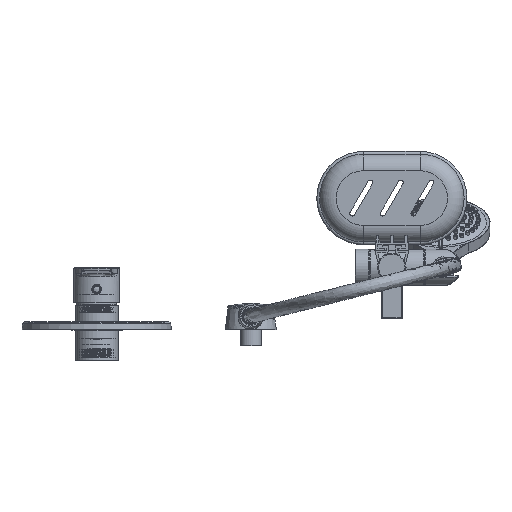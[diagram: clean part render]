
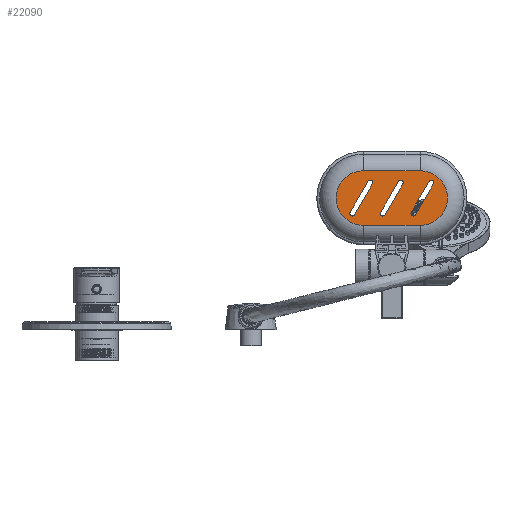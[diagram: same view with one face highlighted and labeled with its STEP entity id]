
A CAD part, front view. The second image highlights one B-rep face of the part: STEP entity #22090.
In plain terms, the highlighted planar face has unit normal (0, -1, 0).
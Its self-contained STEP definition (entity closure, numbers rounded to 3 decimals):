
#323 = CARTESIAN_POINT ( 'NONE',  ( 249.085, 65.231, 165.332 ) ) ;
#618 = EDGE_LOOP ( 'NONE', ( #27489, #29622, #12982, #4110 ) ) ;
#765 = ORIENTED_EDGE ( 'NONE', *, *, #5583, .T. ) ;
#788 = DIRECTION ( 'NONE',  ( 0., -1., 0. ) ) ;
#953 = FACE_OUTER_BOUND ( 'NONE', #21786, .T. ) ;
#954 = DIRECTION ( 'NONE',  ( 1., 0., 0. ) ) ;
#968 = CARTESIAN_POINT ( 'NONE',  ( 326.585, 65.231, 195.643 ) ) ;
#1102 = DIRECTION ( 'NONE',  ( 0., 1., 0. ) ) ;
#1107 = CARTESIAN_POINT ( 'NONE',  ( 258.36, 65.231, 181.397 ) ) ;
#1598 = CARTESIAN_POINT ( 'NONE',  ( 313.415, 65.231, 162.832 ) ) ;
#2197 = DIRECTION ( 'NONE',  ( -1., 0., 0. ) ) ;
#2297 = DIRECTION ( 'NONE',  ( 0., 1., 0. ) ) ;
#2427 = LINE ( 'NONE', #5561, #5726 ) ;
#2720 = CARTESIAN_POINT ( 'NONE',  ( 268.75, 65.231, 194.393 ) ) ;
#2844 = LINE ( 'NONE', #19237, #3914 ) ;
#3027 = CARTESIAN_POINT ( 'NONE',  ( 296.585, 65.231, 195.643 ) ) ;
#3232 = CARTESIAN_POINT ( 'NONE',  ( 303.36, 65.231, 155.416 ) ) ;
#3433 = DIRECTION ( 'NONE',  ( -1., 0., 0. ) ) ;
#3631 = LINE ( 'NONE', #15316, #14220 ) ;
#3914 = VECTOR ( 'NONE', #954, 1000. ) ;
#4110 = ORIENTED_EDGE ( 'NONE', *, *, #8433, .T. ) ;
#4208 = LINE ( 'NONE', #26789, #6047 ) ;
#4228 = CARTESIAN_POINT ( 'NONE',  ( 283.415, 65.231, 162.832 ) ) ;
#4437 = CARTESIAN_POINT ( 'NONE',  ( 298.75, 65.231, 194.393 ) ) ;
#4572 = AXIS2_PLACEMENT_3D ( 'NONE', #20369, #15574, #22708 ) ;
#4833 = CARTESIAN_POINT ( 'NONE',  ( 253.415, 65.231, 162.832 ) ) ;
#5156 = VERTEX_POINT ( 'NONE', #28786 ) ;
#5561 = CARTESIAN_POINT ( 'NONE',  ( 285.19, 65.231, 165.907 ) ) ;
#5583 = EDGE_CURVE ( 'NONE', #6679, #18214, #11904, .T. ) ;
#5726 = VECTOR ( 'NONE', #15045, 1000. ) ;
#6047 = VECTOR ( 'NONE', #10935, 1000. ) ;
#6066 = CARTESIAN_POINT ( 'NONE',  ( 262.1, 65.231, 152.388 ) ) ;
#6183 = CARTESIAN_POINT ( 'NONE',  ( 262.1, 65.231, 179.238 ) ) ;
#6283 = CARTESIAN_POINT ( 'NONE',  ( 251.25, 65.231, 164.082 ) ) ;
#6384 = VERTEX_POINT ( 'NONE', #323 ) ;
#6488 = EDGE_CURVE ( 'NONE', #26442, #15477, #3631, .T. ) ;
#6609 = ORIENTED_EDGE ( 'NONE', *, *, #6710, .T. ) ;
#6679 = VERTEX_POINT ( 'NONE', #28585 ) ;
#6710 = EDGE_CURVE ( 'NONE', #20639, #9534, #9843, .T. ) ;
#7040 = ORIENTED_EDGE ( 'NONE', *, *, #22856, .T. ) ;
#7147 = AXIS2_PLACEMENT_3D ( 'NONE', #27490, #29454, #27092 ) ;
#7668 = VECTOR ( 'NONE', #7848, 1000. ) ;
#7848 = DIRECTION ( 'NONE',  ( 0.5, 0., 0.866 ) ) ;
#8087 = DIRECTION ( 'NONE',  ( 0., 1., 0. ) ) ;
#8293 = CARTESIAN_POINT ( 'NONE',  ( 328.75, 65.231, 194.393 ) ) ;
#8356 = VERTEX_POINT ( 'NONE', #1598 ) ;
#8433 = EDGE_CURVE ( 'NONE', #10958, #26442, #22257, .T. ) ;
#8473 = EDGE_LOOP ( 'NONE', ( #27702, #21038, #765, #27572 ) ) ;
#9534 = VERTEX_POINT ( 'NONE', #968 ) ;
#9843 = LINE ( 'NONE', #3232, #7668 ) ;
#10514 = DIRECTION ( 'NONE',  ( -1., 0., 0. ) ) ;
#10543 = DIRECTION ( 'NONE',  ( -1., 0., 0. ) ) ;
#10606 = CARTESIAN_POINT ( 'NONE',  ( 317.9, 65.231, 179.238 ) ) ;
#10902 = CIRCLE ( 'NONE', #24654, 26.85 ) ;
#10935 = DIRECTION ( 'NONE',  ( -0.5, 0., -0.866 ) ) ;
#10958 = VERTEX_POINT ( 'NONE', #4228 ) ;
#11161 = AXIS2_PLACEMENT_3D ( 'NONE', #6183, #11174, #22497 ) ;
#11174 = DIRECTION ( 'NONE',  ( 0., 1., 0. ) ) ;
#11555 = FACE_BOUND ( 'NONE', #618, .T. ) ;
#11584 = EDGE_CURVE ( 'NONE', #15477, #14659, #19438, .T. ) ;
#11904 = LINE ( 'NONE', #12071, #16337 ) ;
#12071 = CARTESIAN_POINT ( 'NONE',  ( 262.69, 65.231, 178.897 ) ) ;
#12420 = CIRCLE ( 'NONE', #7147, 2.5 ) ;
#12599 = CARTESIAN_POINT ( 'NONE',  ( 262.1, 65.231, 179.238 ) ) ;
#12626 = FACE_BOUND ( 'NONE', #27736, .T. ) ;
#12862 = EDGE_CURVE ( 'NONE', #6384, #20139, #29863, .T. ) ;
#12955 = DIRECTION ( 'NONE',  ( 0.5, 0., 0.866 ) ) ;
#12982 = ORIENTED_EDGE ( 'NONE', *, *, #21159, .T. ) ;
#13482 = VECTOR ( 'NONE', #17418, 1000. ) ;
#13575 = ORIENTED_EDGE ( 'NONE', *, *, #20207, .T. ) ;
#14220 = VECTOR ( 'NONE', #12955, 1000. ) ;
#14323 = DIRECTION ( 'NONE',  ( -0.5, 0., -0.866 ) ) ;
#14408 = AXIS2_PLACEMENT_3D ( 'NONE', #4437, #2297, #23275 ) ;
#14484 = FACE_BOUND ( 'NONE', #8473, .T. ) ;
#14659 = VERTEX_POINT ( 'NONE', #18764 ) ;
#14790 = CIRCLE ( 'NONE', #26590, 2.5 ) ;
#14961 = CARTESIAN_POINT ( 'NONE',  ( 266.585, 65.231, 195.643 ) ) ;
#15045 = DIRECTION ( 'NONE',  ( -0.5, 0., -0.866 ) ) ;
#15316 = CARTESIAN_POINT ( 'NONE',  ( 280.86, 65.231, 168.407 ) ) ;
#15474 = EDGE_CURVE ( 'NONE', #29248, #15537, #21399, .T. ) ;
#15477 = VERTEX_POINT ( 'NONE', #3027 ) ;
#15537 = VERTEX_POINT ( 'NONE', #6066 ) ;
#15574 = DIRECTION ( 'NONE',  ( 0., 1., 0. ) ) ;
#16337 = VECTOR ( 'NONE', #14323, 1000. ) ;
#16513 = EDGE_CURVE ( 'NONE', #28922, #29248, #28233, .T. ) ;
#17036 = EDGE_CURVE ( 'NONE', #18214, #6384, #14790, .T. ) ;
#17117 = DIRECTION ( 'NONE',  ( -1., 0., 0. ) ) ;
#17418 = DIRECTION ( 'NONE',  ( 0.5, 0., 0.866 ) ) ;
#18044 = VERTEX_POINT ( 'NONE', #25104 ) ;
#18162 = AXIS2_PLACEMENT_3D ( 'NONE', #8293, #8087, #10514 ) ;
#18214 = VERTEX_POINT ( 'NONE', #4833 ) ;
#18268 = ORIENTED_EDGE ( 'NONE', *, *, #20827, .T. ) ;
#18764 = CARTESIAN_POINT ( 'NONE',  ( 300.915, 65.231, 193.143 ) ) ;
#19237 = CARTESIAN_POINT ( 'NONE',  ( 317.9, 65.231, 152.388 ) ) ;
#19438 = CIRCLE ( 'NONE', #14408, 2.5 ) ;
#19651 = CARTESIAN_POINT ( 'NONE',  ( 262.1, 65.231, 206.088 ) ) ;
#20139 = VERTEX_POINT ( 'NONE', #14961 ) ;
#20207 = EDGE_CURVE ( 'NONE', #15537, #5156, #2844, .T. ) ;
#20369 = CARTESIAN_POINT ( 'NONE',  ( 281.25, 65.231, 164.082 ) ) ;
#20406 = CARTESIAN_POINT ( 'NONE',  ( 317.9, 65.231, 206.088 ) ) ;
#20639 = VERTEX_POINT ( 'NONE', #21535 ) ;
#20700 = ORIENTED_EDGE ( 'NONE', *, *, #24183, .T. ) ;
#20827 = EDGE_CURVE ( 'NONE', #9534, #18044, #27232, .T. ) ;
#21038 = ORIENTED_EDGE ( 'NONE', *, *, #25319, .T. ) ;
#21159 = EDGE_CURVE ( 'NONE', #14659, #10958, #2427, .T. ) ;
#21399 = CIRCLE ( 'NONE', #24794, 26.85 ) ;
#21535 = CARTESIAN_POINT ( 'NONE',  ( 309.085, 65.231, 165.332 ) ) ;
#21786 = EDGE_LOOP ( 'NONE', ( #27105, #24809, #13575, #7040 ) ) ;
#22090 = ADVANCED_FACE ( 'NONE', ( #14484, #12626, #11555, #953 ), #22601, .F. ) ;
#22257 = CIRCLE ( 'NONE', #4572, 2.5 ) ;
#22486 = EDGE_CURVE ( 'NONE', #18044, #8356, #4208, .T. ) ;
#22497 = DIRECTION ( 'NONE',  ( -1., 0., 0. ) ) ;
#22601 = PLANE ( 'NONE',  #11161 ) ;
#22708 = DIRECTION ( 'NONE',  ( -1., 0., 0. ) ) ;
#22856 = EDGE_CURVE ( 'NONE', #5156, #28922, #10902, .T. ) ;
#23012 = CIRCLE ( 'NONE', #29782, 2.5 ) ;
#23159 = ORIENTED_EDGE ( 'NONE', *, *, #22486, .T. ) ;
#23275 = DIRECTION ( 'NONE',  ( -1., 0., 0. ) ) ;
#24183 = EDGE_CURVE ( 'NONE', #8356, #20639, #12420, .T. ) ;
#24624 = DIRECTION ( 'NONE',  ( 0., -1., 0. ) ) ;
#24654 = AXIS2_PLACEMENT_3D ( 'NONE', #10606, #24624, #24729 ) ;
#24729 = DIRECTION ( 'NONE',  ( -1., 0., 0. ) ) ;
#24794 = AXIS2_PLACEMENT_3D ( 'NONE', #12599, #788, #17117 ) ;
#24809 = ORIENTED_EDGE ( 'NONE', *, *, #15474, .T. ) ;
#25104 = CARTESIAN_POINT ( 'NONE',  ( 330.915, 65.231, 193.143 ) ) ;
#25319 = EDGE_CURVE ( 'NONE', #20139, #6679, #23012, .T. ) ;
#25340 = VECTOR ( 'NONE', #10543, 1000. ) ;
#25836 = CARTESIAN_POINT ( 'NONE',  ( 262.1, 65.231, 206.088 ) ) ;
#26442 = VERTEX_POINT ( 'NONE', #30161 ) ;
#26590 = AXIS2_PLACEMENT_3D ( 'NONE', #6283, #29587, #2197 ) ;
#26789 = CARTESIAN_POINT ( 'NONE',  ( 307.69, 65.231, 152.916 ) ) ;
#27092 = DIRECTION ( 'NONE',  ( -1., 0., 0. ) ) ;
#27105 = ORIENTED_EDGE ( 'NONE', *, *, #16513, .T. ) ;
#27232 = CIRCLE ( 'NONE', #18162, 2.5 ) ;
#27489 = ORIENTED_EDGE ( 'NONE', *, *, #6488, .T. ) ;
#27490 = CARTESIAN_POINT ( 'NONE',  ( 311.25, 65.231, 164.082 ) ) ;
#27572 = ORIENTED_EDGE ( 'NONE', *, *, #17036, .T. ) ;
#27702 = ORIENTED_EDGE ( 'NONE', *, *, #12862, .T. ) ;
#27736 = EDGE_LOOP ( 'NONE', ( #6609, #18268, #23159, #20700 ) ) ;
#28233 = LINE ( 'NONE', #19651, #25340 ) ;
#28585 = CARTESIAN_POINT ( 'NONE',  ( 270.915, 65.231, 193.143 ) ) ;
#28786 = CARTESIAN_POINT ( 'NONE',  ( 317.9, 65.231, 152.388 ) ) ;
#28922 = VERTEX_POINT ( 'NONE', #20406 ) ;
#29248 = VERTEX_POINT ( 'NONE', #25836 ) ;
#29454 = DIRECTION ( 'NONE',  ( 0., 1., 0. ) ) ;
#29587 = DIRECTION ( 'NONE',  ( 0., 1., 0. ) ) ;
#29622 = ORIENTED_EDGE ( 'NONE', *, *, #11584, .T. ) ;
#29782 = AXIS2_PLACEMENT_3D ( 'NONE', #2720, #1102, #3433 ) ;
#29863 = LINE ( 'NONE', #1107, #13482 ) ;
#30161 = CARTESIAN_POINT ( 'NONE',  ( 279.085, 65.231, 165.332 ) ) ;
